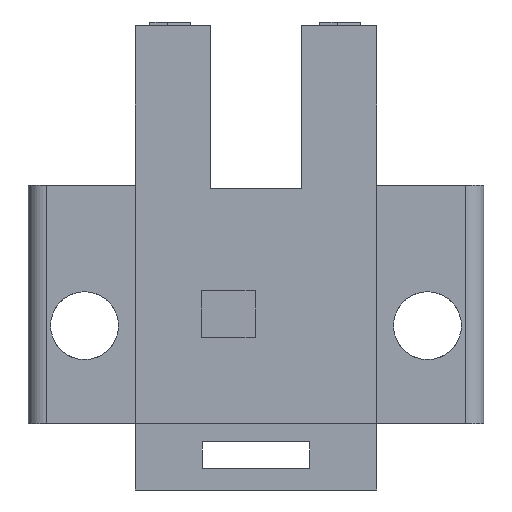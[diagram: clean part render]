
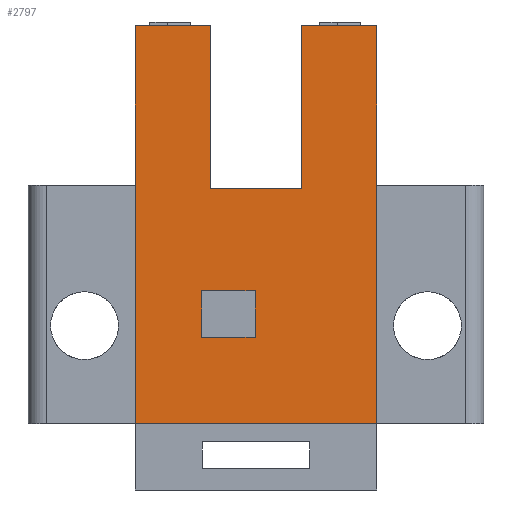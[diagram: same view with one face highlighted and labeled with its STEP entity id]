
A CAD part, left-side view. The second image highlights one B-rep face of the part: STEP entity #2797.
In plain terms, the highlighted planar face has unit normal (-1, 0, 0).
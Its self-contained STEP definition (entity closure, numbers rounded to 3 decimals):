
#574=DIRECTION('',(0.,0.,-1.));
#575=VECTOR('',#574,8.95);
#576=CARTESIAN_POINT('',(-3.25,-6.75,15.9));
#577=LINE('',#576,#575);
#578=DIRECTION('',(0.,0.,-1.));
#579=VECTOR('',#578,13.35);
#580=CARTESIAN_POINT('',(-3.25,-6.75,6.95));
#581=LINE('',#580,#579);
#582=DIRECTION('',(0.,1.,0.));
#583=VECTOR('',#582,13.5);
#584=CARTESIAN_POINT('',(-3.25,-6.75,-6.4));
#585=LINE('',#584,#583);
#586=DIRECTION('',(0.,0.,1.));
#587=VECTOR('',#586,2.6);
#588=CARTESIAN_POINT('',(-3.25,0.05,-1.55));
#589=LINE('',#588,#587);
#590=DIRECTION('',(0.,1.,0.));
#591=VECTOR('',#590,3.);
#592=CARTESIAN_POINT('',(-3.25,0.05,1.05));
#593=LINE('',#592,#591);
#594=DIRECTION('',(0.,0.,-1.));
#595=VECTOR('',#594,2.6);
#596=CARTESIAN_POINT('',(-3.25,3.05,1.05));
#597=LINE('',#596,#595);
#598=DIRECTION('',(0.,-1.,0.));
#599=VECTOR('',#598,3.);
#600=CARTESIAN_POINT('',(-3.25,3.05,-1.55));
#601=LINE('',#600,#599);
#606=DIRECTION('',(0.,1.,0.));
#607=VECTOR('',#606,4.2);
#608=CARTESIAN_POINT('',(-3.25,-6.75,15.9));
#609=LINE('',#608,#607);
#646=DIRECTION('',(0.,0.,-1.));
#647=VECTOR('',#646,9.1);
#648=CARTESIAN_POINT('',(-3.25,-2.55,15.9));
#649=LINE('',#648,#647);
#678=DIRECTION('',(0.,1.,0.));
#679=VECTOR('',#678,5.1);
#680=CARTESIAN_POINT('',(-3.25,-2.55,6.8));
#681=LINE('',#680,#679);
#710=DIRECTION('',(0.,0.,1.));
#711=VECTOR('',#710,9.1);
#712=CARTESIAN_POINT('',(-3.25,2.55,6.8));
#713=LINE('',#712,#711);
#726=DIRECTION('',(0.,1.,0.));
#727=VECTOR('',#726,4.2);
#728=CARTESIAN_POINT('',(-3.25,2.55,15.9));
#729=LINE('',#728,#727);
#762=DIRECTION('',(0.,0.,-1.));
#763=VECTOR('',#762,8.95);
#764=CARTESIAN_POINT('',(-3.25,6.75,15.9));
#765=LINE('',#764,#763);
#1283=DIRECTION('',(0.,0.,-1.));
#1284=VECTOR('',#1283,13.35);
#1285=CARTESIAN_POINT('',(-3.25,6.75,6.95));
#1286=LINE('',#1285,#1284);
#1651=CARTESIAN_POINT('',(-3.25,6.75,-6.4));
#1652=VERTEX_POINT('',#1651);
#1653=CARTESIAN_POINT('',(-3.25,-6.75,-6.4));
#1654=VERTEX_POINT('',#1653);
#1705=CARTESIAN_POINT('',(-3.25,6.75,6.95));
#1706=VERTEX_POINT('',#1705);
#1855=CARTESIAN_POINT('',(-3.25,-6.75,6.95));
#1856=VERTEX_POINT('',#1855);
#1865=CARTESIAN_POINT('',(-3.25,-6.75,15.9));
#1866=CARTESIAN_POINT('',(-3.25,-2.55,15.9));
#1867=VERTEX_POINT('',#1865);
#1868=VERTEX_POINT('',#1866);
#1869=CARTESIAN_POINT('',(-3.25,6.75,15.9));
#1870=VERTEX_POINT('',#1869);
#1871=CARTESIAN_POINT('',(-3.25,2.55,15.9));
#1872=VERTEX_POINT('',#1871);
#1873=CARTESIAN_POINT('',(-3.25,2.55,6.8));
#1874=VERTEX_POINT('',#1873);
#1875=CARTESIAN_POINT('',(-3.25,-2.55,6.8));
#1876=VERTEX_POINT('',#1875);
#1877=CARTESIAN_POINT('',(-3.25,0.05,-1.55));
#1878=CARTESIAN_POINT('',(-3.25,0.05,1.05));
#1879=VERTEX_POINT('',#1877);
#1880=VERTEX_POINT('',#1878);
#1881=CARTESIAN_POINT('',(-3.25,3.05,1.05));
#1882=VERTEX_POINT('',#1881);
#1883=CARTESIAN_POINT('',(-3.25,3.05,-1.55));
#1884=VERTEX_POINT('',#1883);
#2762=CARTESIAN_POINT('',(-3.25,-6.75,17.));
#2763=DIRECTION('',(1.,0.,0.));
#2764=DIRECTION('',(0.,1.,0.));
#2765=AXIS2_PLACEMENT_3D('',#2762,#2763,#2764);
#2766=PLANE('',#2765);
#2768=ORIENTED_EDGE('',*,*,#2767,.F.);
#2770=ORIENTED_EDGE('',*,*,#2769,.T.);
#2771=ORIENTED_EDGE('',*,*,#2755,.T.);
#2772=ORIENTED_EDGE('',*,*,#2113,.T.);
#2774=ORIENTED_EDGE('',*,*,#2773,.F.);
#2776=ORIENTED_EDGE('',*,*,#2775,.F.);
#2778=ORIENTED_EDGE('',*,*,#2777,.F.);
#2780=ORIENTED_EDGE('',*,*,#2779,.F.);
#2782=ORIENTED_EDGE('',*,*,#2781,.F.);
#2784=ORIENTED_EDGE('',*,*,#2783,.F.);
#2785=EDGE_LOOP('',(#2768,#2770,#2771,#2772,#2774,#2776,#2778,#2780,#2782,
#2784));
#2786=FACE_OUTER_BOUND('',#2785,.F.);
#2788=ORIENTED_EDGE('',*,*,#2787,.T.);
#2790=ORIENTED_EDGE('',*,*,#2789,.T.);
#2792=ORIENTED_EDGE('',*,*,#2791,.T.);
#2794=ORIENTED_EDGE('',*,*,#2793,.T.);
#2795=EDGE_LOOP('',(#2788,#2790,#2792,#2794));
#2796=FACE_BOUND('',#2795,.F.);
#2113=EDGE_CURVE('',#1654,#1652,#585,.T.);
#2755=EDGE_CURVE('',#1856,#1654,#581,.T.);
#2767=EDGE_CURVE('',#1867,#1868,#609,.T.);
#2769=EDGE_CURVE('',#1867,#1856,#577,.T.);
#2773=EDGE_CURVE('',#1706,#1652,#1286,.T.);
#2775=EDGE_CURVE('',#1870,#1706,#765,.T.);
#2777=EDGE_CURVE('',#1872,#1870,#729,.T.);
#2779=EDGE_CURVE('',#1874,#1872,#713,.T.);
#2781=EDGE_CURVE('',#1876,#1874,#681,.T.);
#2783=EDGE_CURVE('',#1868,#1876,#649,.T.);
#2787=EDGE_CURVE('',#1879,#1880,#589,.T.);
#2789=EDGE_CURVE('',#1880,#1882,#593,.T.);
#2791=EDGE_CURVE('',#1882,#1884,#597,.T.);
#2793=EDGE_CURVE('',#1884,#1879,#601,.T.);
#2797=ADVANCED_FACE('',(#2786,#2796),#2766,.F.);
